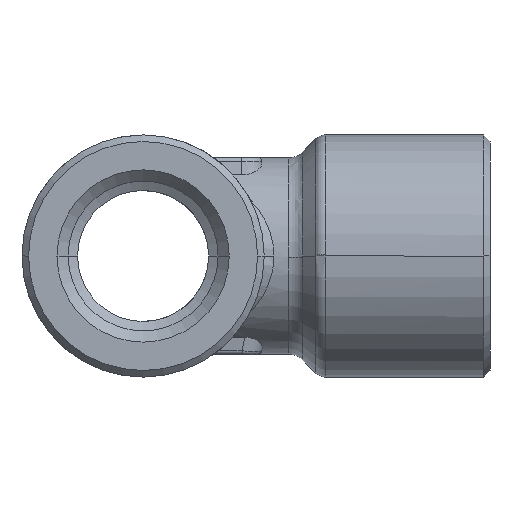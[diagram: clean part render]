
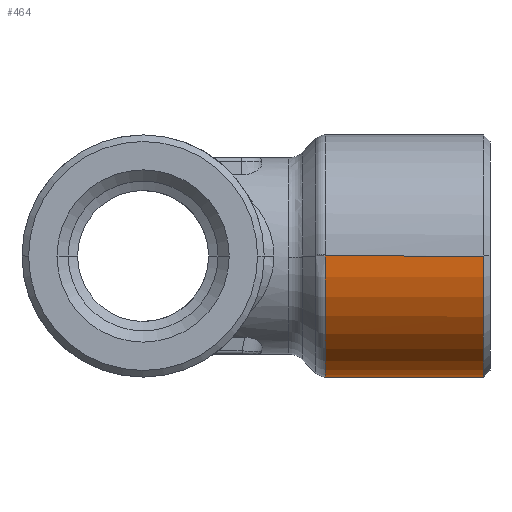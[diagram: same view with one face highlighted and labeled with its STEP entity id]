
A CAD part, left-side view. The second image highlights one B-rep face of the part: STEP entity #464.
In plain terms, the highlighted cylindrical face has radius 9.25 mm (diameter 18.5 mm), a partial arc.
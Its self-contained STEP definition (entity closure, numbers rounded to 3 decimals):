
#464=ADVANCED_FACE('',(#1162),#1163,.T.);
#1162=FACE_OUTER_BOUND('',#2213,.T.);
#1163=CYLINDRICAL_SURFACE('',#2214,9.25);
#2213=EDGE_LOOP('',(#4068,#4069,#4070,#4071,#4072));
#2214=AXIS2_PLACEMENT_3D('',#4073,#4074,#4075);
#4068=ORIENTED_EDGE('',*,*,#6687,.F.);
#4069=ORIENTED_EDGE('',*,*,#6688,.T.);
#4070=ORIENTED_EDGE('',*,*,#6689,.F.);
#4071=ORIENTED_EDGE('',*,*,#6435,.T.);
#4072=ORIENTED_EDGE('',*,*,#6690,.T.);
#4073=CARTESIAN_POINT('',(0.0,-28.288,0.0));
#4074=DIRECTION('',(0.0,-1.0,0.0));
#4075=DIRECTION('',(1.0,0.0,0.0));
#6435=EDGE_CURVE('',#7669,#7666,#7670,.T.);
#6687=EDGE_CURVE('',#8095,#8096,#8097,.T.);
#6688=EDGE_CURVE('',#8095,#8098,#8099,.T.);
#6689=EDGE_CURVE('',#7669,#8098,#8100,.T.);
#6690=EDGE_CURVE('',#7666,#8096,#8101,.T.);
#7666=VERTEX_POINT('',#9606);
#7669=VERTEX_POINT('',#9609);
#7670=CIRCLE('',#9610,9.25);
#8095=VERTEX_POINT('',#10326);
#8096=VERTEX_POINT('',#10327);
#8097=LINE('',#10328,#10329);
#8098=VERTEX_POINT('',#10330);
#8099=CIRCLE('',#10331,9.25);
#8100=LINE('',#10332,#10333);
#8101=CIRCLE('',#10334,9.25);
#9606=CARTESIAN_POINT('',(9.249,-13.914,-0.105));
#9609=CARTESIAN_POINT('',(-9.25,-13.914,0.));
#9610=AXIS2_PLACEMENT_3D('',#12565,#12566,#12567);
#10326=CARTESIAN_POINT('',(9.25,-26.0,0.));
#10327=CARTESIAN_POINT('',(9.25,-13.914,0.0));
#10328=CARTESIAN_POINT('',(9.25,-19.957,0.));
#10329=VECTOR('',#12858,1.0);
#10330=CARTESIAN_POINT('',(-9.25,-26.0,0.0));
#10331=AXIS2_PLACEMENT_3D('',#12859,#12860,#12861);
#10332=CARTESIAN_POINT('',(-9.25,-19.957,0.));
#10333=VECTOR('',#12862,1.0);
#10334=AXIS2_PLACEMENT_3D('',#12863,#12864,#12865);
#12565=CARTESIAN_POINT('',(0.0,-13.914,0.0));
#12566=DIRECTION('',(0.0,-1.0,0.0));
#12567=DIRECTION('',(-1.0,0.0,0.0));
#12858=DIRECTION('',(-0.0,1.0,-0.0));
#12859=CARTESIAN_POINT('',(0.0,-26.0,0.0));
#12860=DIRECTION('',(0.0,1.0,0.0));
#12861=DIRECTION('',(-1.0,0.0,0.0));
#12862=DIRECTION('',(0.0,-1.0,0.0));
#12863=CARTESIAN_POINT('',(0.0,-13.914,0.0));
#12864=DIRECTION('',(0.0,-1.0,0.0));
#12865=DIRECTION('',(-1.0,0.0,0.0));
